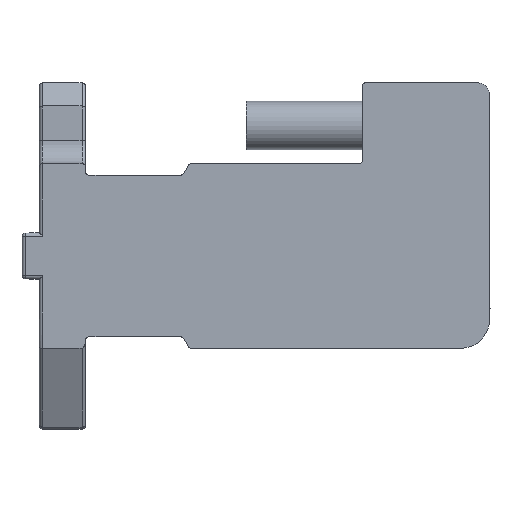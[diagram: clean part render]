
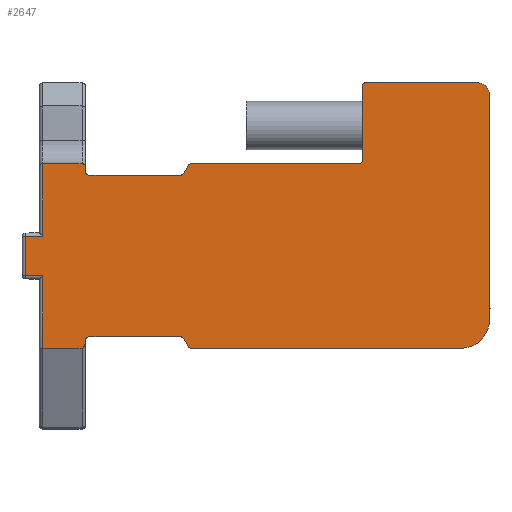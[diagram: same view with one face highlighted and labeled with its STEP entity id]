
A CAD part, front view. The second image highlights one B-rep face of the part: STEP entity #2647.
In plain terms, the highlighted planar face has unit normal (0, -1, 0).
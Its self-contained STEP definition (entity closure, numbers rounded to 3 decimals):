
#105=DIRECTION('',(0.,0.,1.));
#106=VECTOR('',#105,0.4);
#107=CARTESIAN_POINT('',(-14.75,-6.75,7.3));
#108=LINE('',#107,#106);
#225=DIRECTION('',(0.,0.,-1.));
#226=VECTOR('',#225,6.297);
#227=CARTESIAN_POINT('',(-18.45,-6.75,8.));
#228=LINE('',#227,#226);
#349=DIRECTION('',(-1.,0.,0.009));
#350=VECTOR('',#349,1.5);
#351=CARTESIAN_POINT('',(-18.45,-6.75,-1.703));
#352=LINE('',#351,#350);
#353=DIRECTION('',(1.,0.,0.009));
#354=VECTOR('',#353,1.5);
#355=CARTESIAN_POINT('',(-19.95,-6.75,1.69));
#356=LINE('',#355,#354);
#357=DIRECTION('',(1.,0.,0.));
#358=VECTOR('',#357,3.4);
#359=CARTESIAN_POINT('',(-18.45,-6.75,8.));
#360=LINE('',#359,#358);
#361=CARTESIAN_POINT('',(-15.05,-6.75,7.7));
#362=DIRECTION('',(0.,1.,0.));
#363=DIRECTION('',(0.,0.,1.));
#364=AXIS2_PLACEMENT_3D('',#361,#362,#363);
#366=CARTESIAN_POINT('',(-14.45,-6.75,7.3));
#367=DIRECTION('',(0.,-1.,0.));
#368=DIRECTION('',(-1.,0.,0.));
#369=AXIS2_PLACEMENT_3D('',#366,#367,#368);
#371=CARTESIAN_POINT('',(-6.501,-6.75,7.3));
#372=DIRECTION('',(0.,-1.,0.));
#373=DIRECTION('',(0.,0.,-1.));
#374=AXIS2_PLACEMENT_3D('',#371,#372,#373);
#376=DIRECTION('',(0.5,0.,0.866));
#377=VECTOR('',#376,0.808);
#378=CARTESIAN_POINT('',(-6.241,-6.75,7.15));
#379=LINE('',#378,#377);
#380=CARTESIAN_POINT('',(-5.577,-6.75,7.7));
#381=DIRECTION('',(0.,1.,0.));
#382=DIRECTION('',(-0.866,0.,0.5));
#383=AXIS2_PLACEMENT_3D('',#380,#381,#382);
#385=DIRECTION('',(1.,0.,0.));
#386=VECTOR('',#385,14.527);
#387=CARTESIAN_POINT('',(-5.577,-6.75,8.));
#388=LINE('',#387,#386);
#389=CARTESIAN_POINT('',(8.95,-6.75,8.3));
#390=DIRECTION('',(0.,-1.,0.));
#391=DIRECTION('',(0.,0.,-1.));
#392=AXIS2_PLACEMENT_3D('',#389,#390,#391);
#394=DIRECTION('',(0.,0.,1.));
#395=VECTOR('',#394,6.5);
#396=CARTESIAN_POINT('',(9.25,-6.75,8.3));
#397=LINE('',#396,#395);
#398=CARTESIAN_POINT('',(9.45,-6.75,14.8));
#399=DIRECTION('',(0.,1.,0.));
#400=DIRECTION('',(-1.,0.,0.));
#401=AXIS2_PLACEMENT_3D('',#398,#399,#400);
#403=DIRECTION('',(1.,0.,0.));
#404=VECTOR('',#403,9.8);
#405=CARTESIAN_POINT('',(9.45,-6.75,15.));
#406=LINE('',#405,#404);
#407=CARTESIAN_POINT('',(19.25,-6.75,14.));
#408=DIRECTION('',(0.,1.,0.));
#409=DIRECTION('',(0.,0.,1.));
#410=AXIS2_PLACEMENT_3D('',#407,#408,#409);
#412=DIRECTION('',(0.,0.,-1.));
#413=VECTOR('',#412,19.5);
#414=CARTESIAN_POINT('',(20.25,-6.75,14.));
#415=LINE('',#414,#413);
#416=CARTESIAN_POINT('',(17.75,-6.75,-5.5));
#417=DIRECTION('',(0.,1.,0.));
#418=DIRECTION('',(1.,0.,0.));
#419=AXIS2_PLACEMENT_3D('',#416,#417,#418);
#421=CARTESIAN_POINT('',(-5.577,-6.75,-7.7));
#422=DIRECTION('',(0.,1.,0.));
#423=DIRECTION('',(0.,0.,-1.));
#424=AXIS2_PLACEMENT_3D('',#421,#422,#423);
#426=DIRECTION('',(-0.5,0.,0.866));
#427=VECTOR('',#426,0.808);
#428=CARTESIAN_POINT('',(-5.837,-6.75,-7.85));
#429=LINE('',#428,#427);
#430=CARTESIAN_POINT('',(-6.501,-6.75,-7.3));
#431=DIRECTION('',(0.,-1.,0.));
#432=DIRECTION('',(0.866,0.,0.5));
#433=AXIS2_PLACEMENT_3D('',#430,#431,#432);
#435=CARTESIAN_POINT('',(-14.45,-6.75,-7.3));
#436=DIRECTION('',(0.,-1.,0.));
#437=DIRECTION('',(0.,0.,1.));
#438=AXIS2_PLACEMENT_3D('',#435,#436,#437);
#440=DIRECTION('',(0.,0.,-1.));
#441=VECTOR('',#440,0.013);
#442=CARTESIAN_POINT('',(-14.75,-6.75,-7.3));
#443=LINE('',#442,#441);
#444=CARTESIAN_POINT('',(-14.75,-6.75,-7.313));
#445=CARTESIAN_POINT('',(-14.75,-6.75,-7.396));
#446=CARTESIAN_POINT('',(-14.762,-6.75,-7.548));
#447=CARTESIAN_POINT('',(-14.81,-6.75,-7.746));
#448=CARTESIAN_POINT('',(-14.876,-6.75,-7.887));
#449=CARTESIAN_POINT('',(-14.956,-6.75,-7.971));
#450=CARTESIAN_POINT('',(-15.009,-6.75,-8.));
#451=CARTESIAN_POINT('',(-15.05,-6.75,-8.));
#457=DIRECTION('',(0.,0.,-1.));
#458=VECTOR('',#457,6.297);
#459=CARTESIAN_POINT('',(-18.45,-6.75,-1.703));
#460=LINE('',#459,#458);
#507=DIRECTION('',(1.,0.,0.));
#508=VECTOR('',#507,3.4);
#509=CARTESIAN_POINT('',(-18.45,-6.75,-8.));
#510=LINE('',#509,#508);
#800=DIRECTION('',(0.,0.,-1.));
#801=VECTOR('',#800,3.379);
#802=CARTESIAN_POINT('',(-19.95,-6.75,1.69));
#803=LINE('',#802,#801);
#819=CARTESIAN_POINT('',(-18.45,-6.75,-1.703));
#1093=DIRECTION('',(1.,0.,0.));
#1094=VECTOR('',#1093,23.327);
#1095=CARTESIAN_POINT('',(-5.577,-6.75,-8.));
#1096=LINE('',#1095,#1094);
#1113=DIRECTION('',(1.,0.,0.));
#1114=VECTOR('',#1113,7.949);
#1115=CARTESIAN_POINT('',(-14.45,-6.75,-7.));
#1116=LINE('',#1115,#1114);
#1345=DIRECTION('',(-1.,0.,0.));
#1346=VECTOR('',#1345,7.949);
#1347=CARTESIAN_POINT('',(-6.501,-6.75,7.));
#1348=LINE('',#1347,#1346);
#1704=CARTESIAN_POINT('',(-14.75,-6.75,-7.313));
#1705=VERTEX_POINT('',#1704);
#1706=CARTESIAN_POINT('',(-14.75,-6.75,-7.3));
#1707=VERTEX_POINT('',#1706);
#1712=CARTESIAN_POINT('',(-14.75,-6.75,7.3));
#1713=VERTEX_POINT('',#1712);
#1714=CARTESIAN_POINT('',(-14.75,-6.75,7.7));
#1715=VERTEX_POINT('',#1714);
#1768=VERTEX_POINT('',#819);
#1769=CARTESIAN_POINT('',(-18.45,-6.75,-8.));
#1770=VERTEX_POINT('',#1769);
#1771=CARTESIAN_POINT('',(-19.95,-6.75,-1.69));
#1772=VERTEX_POINT('',#1771);
#1775=CARTESIAN_POINT('',(-19.95,-6.75,1.69));
#1776=VERTEX_POINT('',#1775);
#1777=CARTESIAN_POINT('',(-18.45,-6.75,1.703));
#1778=VERTEX_POINT('',#1777);
#1779=CARTESIAN_POINT('',(-18.45,-6.75,8.));
#1780=VERTEX_POINT('',#1779);
#1781=CARTESIAN_POINT('',(-15.05,-6.75,8.));
#1782=VERTEX_POINT('',#1781);
#1783=CARTESIAN_POINT('',(-14.45,-6.75,7.));
#1784=VERTEX_POINT('',#1783);
#1785=CARTESIAN_POINT('',(-6.501,-6.75,7.));
#1786=VERTEX_POINT('',#1785);
#1787=CARTESIAN_POINT('',(-6.241,-6.75,7.15));
#1788=VERTEX_POINT('',#1787);
#1789=CARTESIAN_POINT('',(-5.837,-6.75,7.85));
#1790=VERTEX_POINT('',#1789);
#1791=CARTESIAN_POINT('',(-5.577,-6.75,8.));
#1792=VERTEX_POINT('',#1791);
#1793=CARTESIAN_POINT('',(8.95,-6.75,8.));
#1794=VERTEX_POINT('',#1793);
#1795=CARTESIAN_POINT('',(9.25,-6.75,8.3));
#1796=VERTEX_POINT('',#1795);
#1797=CARTESIAN_POINT('',(9.25,-6.75,14.8));
#1798=VERTEX_POINT('',#1797);
#1799=CARTESIAN_POINT('',(9.45,-6.75,15.));
#1800=VERTEX_POINT('',#1799);
#1801=CARTESIAN_POINT('',(19.25,-6.75,15.));
#1802=VERTEX_POINT('',#1801);
#1803=CARTESIAN_POINT('',(20.25,-6.75,14.));
#1804=VERTEX_POINT('',#1803);
#1805=CARTESIAN_POINT('',(20.25,-6.75,-5.5));
#1806=VERTEX_POINT('',#1805);
#1807=CARTESIAN_POINT('',(17.75,-6.75,-8.));
#1808=VERTEX_POINT('',#1807);
#1809=CARTESIAN_POINT('',(-5.577,-6.75,-8.));
#1810=VERTEX_POINT('',#1809);
#1811=CARTESIAN_POINT('',(-5.837,-6.75,-7.85));
#1812=VERTEX_POINT('',#1811);
#1813=CARTESIAN_POINT('',(-6.241,-6.75,-7.15));
#1814=VERTEX_POINT('',#1813);
#1815=CARTESIAN_POINT('',(-6.501,-6.75,-7.));
#1816=VERTEX_POINT('',#1815);
#1817=CARTESIAN_POINT('',(-14.45,-6.75,-7.));
#1818=VERTEX_POINT('',#1817);
#1819=VERTEX_POINT('',#451);
#2584=CARTESIAN_POINT('',(-20.25,-6.75,-15.));
#2585=DIRECTION('',(0.,-1.,0.));
#2586=DIRECTION('',(1.,0.,0.));
#2587=AXIS2_PLACEMENT_3D('',#2584,#2585,#2586);
#2588=PLANE('',#2587);
#2590=ORIENTED_EDGE('',*,*,#2589,.F.);
#2592=ORIENTED_EDGE('',*,*,#2591,.T.);
#2594=ORIENTED_EDGE('',*,*,#2593,.F.);
#2596=ORIENTED_EDGE('',*,*,#2595,.T.);
#2597=ORIENTED_EDGE('',*,*,#2384,.F.);
#2599=ORIENTED_EDGE('',*,*,#2598,.T.);
#2600=ORIENTED_EDGE('',*,*,#2568,.T.);
#2601=ORIENTED_EDGE('',*,*,#2203,.F.);
#2603=ORIENTED_EDGE('',*,*,#2602,.T.);
#2605=ORIENTED_EDGE('',*,*,#2604,.F.);
#2607=ORIENTED_EDGE('',*,*,#2606,.T.);
#2609=ORIENTED_EDGE('',*,*,#2608,.T.);
#2611=ORIENTED_EDGE('',*,*,#2610,.T.);
#2613=ORIENTED_EDGE('',*,*,#2612,.T.);
#2615=ORIENTED_EDGE('',*,*,#2614,.T.);
#2617=ORIENTED_EDGE('',*,*,#2616,.T.);
#2619=ORIENTED_EDGE('',*,*,#2618,.T.);
#2621=ORIENTED_EDGE('',*,*,#2620,.T.);
#2623=ORIENTED_EDGE('',*,*,#2622,.T.);
#2625=ORIENTED_EDGE('',*,*,#2624,.T.);
#2627=ORIENTED_EDGE('',*,*,#2626,.T.);
#2629=ORIENTED_EDGE('',*,*,#2628,.F.);
#2631=ORIENTED_EDGE('',*,*,#2630,.T.);
#2633=ORIENTED_EDGE('',*,*,#2632,.T.);
#2635=ORIENTED_EDGE('',*,*,#2634,.T.);
#2637=ORIENTED_EDGE('',*,*,#2636,.F.);
#2639=ORIENTED_EDGE('',*,*,#2638,.T.);
#2640=ORIENTED_EDGE('',*,*,#2195,.T.);
#2642=ORIENTED_EDGE('',*,*,#2641,.T.);
#2644=ORIENTED_EDGE('',*,*,#2643,.F.);
#2645=EDGE_LOOP('',(#2590,#2592,#2594,#2596,#2597,#2599,#2600,#2601,#2603,#2605,
#2607,#2609,#2611,#2613,#2615,#2617,#2619,#2621,#2623,#2625,#2627,#2629,#2631,
#2633,#2635,#2637,#2639,#2640,#2642,#2644));
#2646=FACE_OUTER_BOUND('',#2645,.F.);
#2647=ADVANCED_FACE('',(#2646),#2588,.T.);
#365=CIRCLE('',#364,0.3);
#370=CIRCLE('',#369,0.3);
#375=CIRCLE('',#374,0.3);
#384=CIRCLE('',#383,0.3);
#393=CIRCLE('',#392,0.3);
#402=CIRCLE('',#401,0.2);
#411=CIRCLE('',#410,1.);
#420=CIRCLE('',#419,2.5);
#425=CIRCLE('',#424,0.3);
#434=CIRCLE('',#433,0.3);
#439=CIRCLE('',#438,0.3);
#452=B_SPLINE_CURVE_WITH_KNOTS('',3,(#444,#445,#446,#447,#448,#449,#450,#451),
.UNSPECIFIED.,.F.,.F.,(4,1,1,1,1,4),(0.,0.25,0.5,0.75,0.875,1.),
.UNSPECIFIED.);
#2195=EDGE_CURVE('',#1707,#1705,#443,.T.);
#2203=EDGE_CURVE('',#1713,#1715,#108,.T.);
#2384=EDGE_CURVE('',#1780,#1778,#228,.T.);
#2568=EDGE_CURVE('',#1782,#1715,#365,.T.);
#2589=EDGE_CURVE('',#1768,#1770,#460,.T.);
#2591=EDGE_CURVE('',#1768,#1772,#352,.T.);
#2593=EDGE_CURVE('',#1776,#1772,#803,.T.);
#2595=EDGE_CURVE('',#1776,#1778,#356,.T.);
#2598=EDGE_CURVE('',#1780,#1782,#360,.T.);
#2602=EDGE_CURVE('',#1713,#1784,#370,.T.);
#2604=EDGE_CURVE('',#1786,#1784,#1348,.T.);
#2606=EDGE_CURVE('',#1786,#1788,#375,.T.);
#2608=EDGE_CURVE('',#1788,#1790,#379,.T.);
#2610=EDGE_CURVE('',#1790,#1792,#384,.T.);
#2612=EDGE_CURVE('',#1792,#1794,#388,.T.);
#2614=EDGE_CURVE('',#1794,#1796,#393,.T.);
#2616=EDGE_CURVE('',#1796,#1798,#397,.T.);
#2618=EDGE_CURVE('',#1798,#1800,#402,.T.);
#2620=EDGE_CURVE('',#1800,#1802,#406,.T.);
#2622=EDGE_CURVE('',#1802,#1804,#411,.T.);
#2624=EDGE_CURVE('',#1804,#1806,#415,.T.);
#2626=EDGE_CURVE('',#1806,#1808,#420,.T.);
#2628=EDGE_CURVE('',#1810,#1808,#1096,.T.);
#2630=EDGE_CURVE('',#1810,#1812,#425,.T.);
#2632=EDGE_CURVE('',#1812,#1814,#429,.T.);
#2634=EDGE_CURVE('',#1814,#1816,#434,.T.);
#2636=EDGE_CURVE('',#1818,#1816,#1116,.T.);
#2638=EDGE_CURVE('',#1818,#1707,#439,.T.);
#2641=EDGE_CURVE('',#1705,#1819,#452,.T.);
#2643=EDGE_CURVE('',#1770,#1819,#510,.T.);
